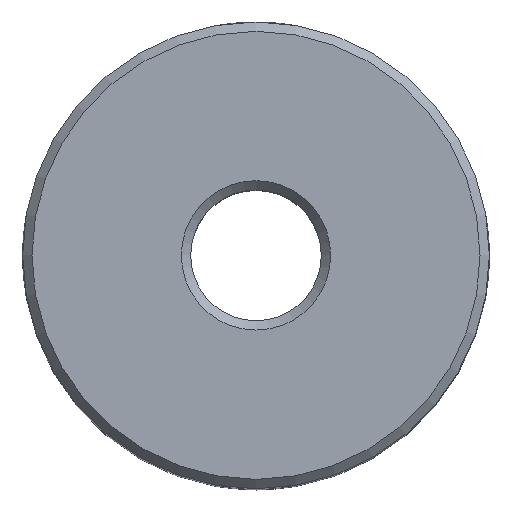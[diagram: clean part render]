
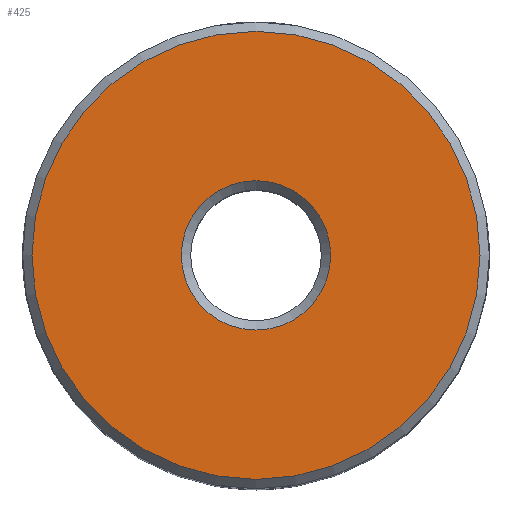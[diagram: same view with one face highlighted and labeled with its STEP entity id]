
A CAD part, top view. The second image highlights one B-rep face of the part: STEP entity #425.
In plain terms, the highlighted planar face has unit normal (0, 0, 1).
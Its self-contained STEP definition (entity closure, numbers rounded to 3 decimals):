
#62=FACE_BOUND('',#100,.T.);
#77=PLANE('',#459);
#81=FACE_OUTER_BOUND('',#99,.T.);
#99=EDGE_LOOP('',(#294));
#100=EDGE_LOOP('',(#295));
#170=CIRCLE('',#458,8.);
#171=CIRCLE('',#460,24.);
#180=VERTEX_POINT('',#565);
#181=VERTEX_POINT('',#569);
#227=EDGE_CURVE('',#180,#180,#170,.T.);
#228=EDGE_CURVE('',#181,#181,#171,.T.);
#294=ORIENTED_EDGE('',*,*,#228,.F.);
#295=ORIENTED_EDGE('',*,*,#227,.F.);
#425=ADVANCED_FACE('',(#81,#62),#77,.T.);
#458=AXIS2_PLACEMENT_3D('',#567,#491,#492);
#459=AXIS2_PLACEMENT_3D('',#568,#493,#494);
#460=AXIS2_PLACEMENT_3D('',#570,#495,#496);
#491=DIRECTION('center_axis',(0.,0.,1.));
#492=DIRECTION('ref_axis',(0.,-1.,0.));
#493=DIRECTION('center_axis',(0.,0.,1.));
#494=DIRECTION('ref_axis',(0.,1.,0.));
#495=DIRECTION('center_axis',(0.,0.,-1.));
#496=DIRECTION('ref_axis',(0.,1.,0.));
#565=CARTESIAN_POINT('',(0.,8.,18.));
#567=CARTESIAN_POINT('Origin',(0.,0.,18.));
#568=CARTESIAN_POINT('Origin',(0.,0.,18.));
#569=CARTESIAN_POINT('',(0.,-24.,18.));
#570=CARTESIAN_POINT('Origin',(0.,0.,18.));
